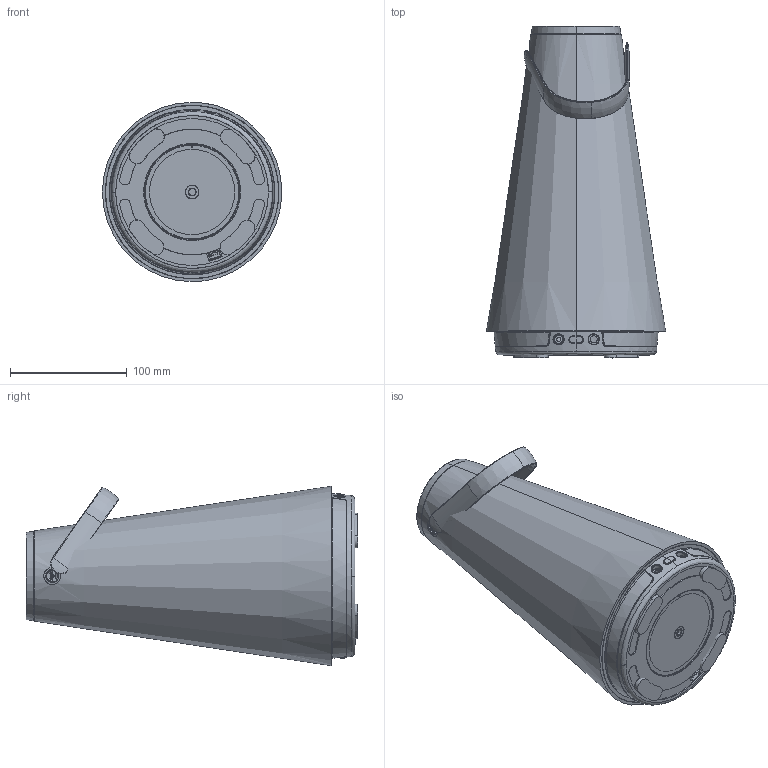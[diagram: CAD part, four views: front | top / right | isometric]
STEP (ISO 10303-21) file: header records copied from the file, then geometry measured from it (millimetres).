
FILE_DESCRIPTION (( 'STEP AP203' ), '1' );
FILE_NAME ('UMA for rendering.STEP', '2017-04-20T19:15:22', ( '' ), ( '' ), 'SwSTEP 2.0', 'SolidWorks 2017', '' );
FILE_SCHEMA (( 'CONFIG_CONTROL_DESIGN' ));
Length unit declared in the file: millimetre
Products named in the file (1): UMA for rendering
Bounding box: 153.4 x 283.99 x 153.56 mm (x, y, z)
Surface area: 162287.3 mm2 (no closed solid volume)
Topology: 0 solids, 40 shells, 325 faces, 1416 edges, 1094 vertices
Faces by surface type: cylinder 116, bspline 88, plane 75, cone 42, torus 4
Entity records: 28087 total; most frequent: CARTESIAN_POINT 18234, ORIENTED_EDGE 2008, DIRECTION 1584, EDGE_CURVE 1409, VERTEX_POINT 1094, AXIS2_PLACEMENT_3D 574, B_SPLINE_CURVE_WITH_KNOTS 502, VECTOR 436
